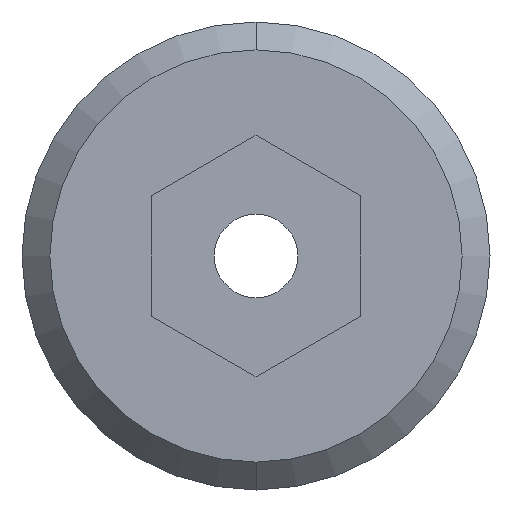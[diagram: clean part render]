
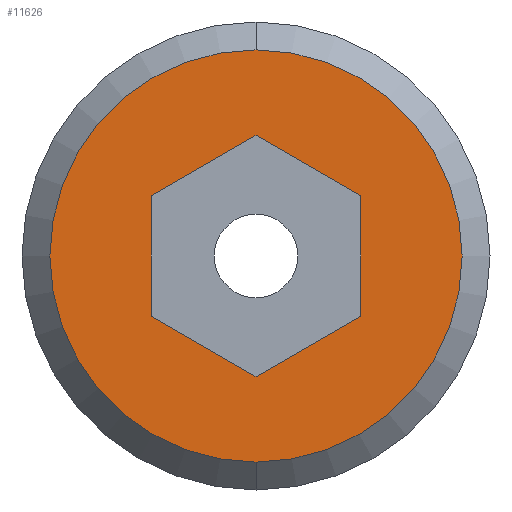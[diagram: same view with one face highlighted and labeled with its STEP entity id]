
A CAD part, left-side view. The second image highlights one B-rep face of the part: STEP entity #11626.
In plain terms, the highlighted planar face has unit normal (-1, 0, 0).
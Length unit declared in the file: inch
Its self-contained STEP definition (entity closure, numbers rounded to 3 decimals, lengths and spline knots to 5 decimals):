
#5405=CARTESIAN_POINT('',(-0.123,0.,0.));
#5406=DIRECTION('',(-1.,0.,0.));
#5407=DIRECTION('',(0.,1.,0.));
#5408=AXIS2_PLACEMENT_3D('',#5405,#5406,#5407);
#5423=DIRECTION('',(0.,0.5,0.866));
#5424=VECTOR('',#5423,0.05196);
#5425=CARTESIAN_POINT('',(-0.123,0.02598,-0.045));
#5426=LINE('',#5425,#5424);
#5427=DIRECTION('',(0.,1.,0.));
#5428=VECTOR('',#5427,0.05196);
#5429=CARTESIAN_POINT('',(-0.123,-0.02598,-0.045));
#5430=LINE('',#5429,#5428);
#5431=DIRECTION('',(0.,0.5,-0.866));
#5432=VECTOR('',#5431,0.05196);
#5433=CARTESIAN_POINT('',(-0.123,-0.05196,0.));
#5434=LINE('',#5433,#5432);
#5435=DIRECTION('',(0.,-0.5,-0.866));
#5436=VECTOR('',#5435,0.05196);
#5437=CARTESIAN_POINT('',(-0.123,-0.02598,0.045));
#5438=LINE('',#5437,#5436);
#5439=DIRECTION('',(0.,-1.,0.));
#5440=VECTOR('',#5439,0.05196);
#5441=CARTESIAN_POINT('',(-0.123,0.02598,0.045));
#5442=LINE('',#5441,#5440);
#5443=DIRECTION('',(0.,-0.5,0.866));
#5444=VECTOR('',#5443,0.05196);
#5445=CARTESIAN_POINT('',(-0.123,0.05196,0.));
#5446=LINE('',#5445,#5444);
#5447=CARTESIAN_POINT('',(-0.123,0.,0.));
#5448=DIRECTION('',(1.,0.,0.));
#5449=DIRECTION('',(0.,1.,0.));
#5450=AXIS2_PLACEMENT_3D('',#5447,#5448,#5449);
#5787=CARTESIAN_POINT('',(-0.123,0.08875,0.));
#5788=CARTESIAN_POINT('',(-0.123,-0.08875,0.));
#5789=VERTEX_POINT('',#5787);
#5790=VERTEX_POINT('',#5788);
#5807=CARTESIAN_POINT('',(-0.123,0.02598,-0.045));
#5808=CARTESIAN_POINT('',(-0.123,0.05196,0.));
#5809=VERTEX_POINT('',#5807);
#5810=VERTEX_POINT('',#5808);
#5811=CARTESIAN_POINT('',(-0.123,-0.02598,-0.045));
#5812=VERTEX_POINT('',#5811);
#5813=CARTESIAN_POINT('',(-0.123,-0.05196,0.));
#5814=VERTEX_POINT('',#5813);
#5815=CARTESIAN_POINT('',(-0.123,-0.02598,0.045));
#5816=VERTEX_POINT('',#5815);
#5817=CARTESIAN_POINT('',(-0.123,0.02598,0.045));
#5818=VERTEX_POINT('',#5817);
#11602=CARTESIAN_POINT('',(-0.123,0.,0.));
#11603=DIRECTION('',(1.,0.,0.));
#11604=DIRECTION('',(0.,-1.,0.));
#11605=AXIS2_PLACEMENT_3D('',#11602,#11603,#11604);
#11606=PLANE('',#11605);
#11607=ORIENTED_EDGE('',*,*,#11592,.F.);
#11609=ORIENTED_EDGE('',*,*,#11608,.T.);
#11610=EDGE_LOOP('',(#11607,#11609));
#11611=FACE_OUTER_BOUND('',#11610,.F.);
#11613=ORIENTED_EDGE('',*,*,#11612,.F.);
#11615=ORIENTED_EDGE('',*,*,#11614,.F.);
#11617=ORIENTED_EDGE('',*,*,#11616,.F.);
#11619=ORIENTED_EDGE('',*,*,#11618,.F.);
#11621=ORIENTED_EDGE('',*,*,#11620,.F.);
#11623=ORIENTED_EDGE('',*,*,#11622,.F.);
#11624=EDGE_LOOP('',(#11613,#11615,#11617,#11619,#11621,#11623));
#11625=FACE_BOUND('',#11624,.F.);
#5409=CIRCLE('',#5408,0.08875);
#5451=CIRCLE('',#5450,0.08875);
#11592=EDGE_CURVE('',#5789,#5790,#5409,.T.);
#11608=EDGE_CURVE('',#5789,#5790,#5451,.T.);
#11612=EDGE_CURVE('',#5809,#5810,#5426,.T.);
#11614=EDGE_CURVE('',#5812,#5809,#5430,.T.);
#11616=EDGE_CURVE('',#5814,#5812,#5434,.T.);
#11618=EDGE_CURVE('',#5816,#5814,#5438,.T.);
#11620=EDGE_CURVE('',#5818,#5816,#5442,.T.);
#11622=EDGE_CURVE('',#5810,#5818,#5446,.T.);
#11626=ADVANCED_FACE('',(#11611,#11625),#11606,.F.);
